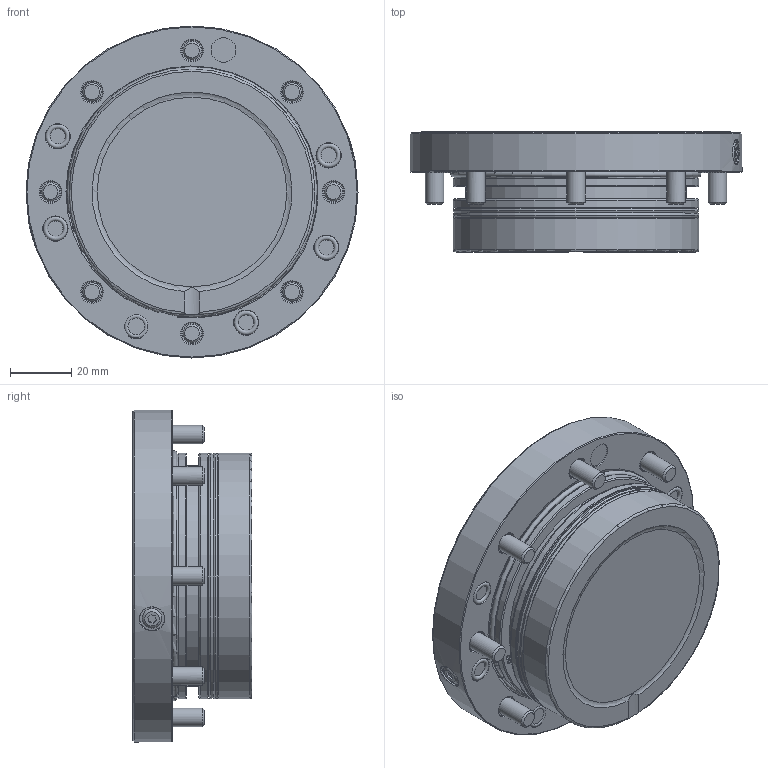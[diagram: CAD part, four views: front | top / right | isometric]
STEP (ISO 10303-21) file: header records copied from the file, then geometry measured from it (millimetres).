
FILE_DESCRIPTION (( 'STEP AP214' ), '1' );
FILE_NAME ('STARK_804 526_A.STEP', '2022-10-24T07:15:12', ( '' ), ( '' ), 'SwSTEP 2.0', 'SolidWorks 2021', '' );
FILE_SCHEMA (( 'AUTOMOTIVE_DESIGN' ));
Length unit declared in the file: millimetre
Products named in the file (1): STARK_804 526_A
Bounding box: 108 x 39 x 108 mm (x, y, z)
Volume: 234095.2 mm3; surface area: 36636.8 mm2
Topology: 1 solids, 13 shells, 430 faces, 974 edges, 646 vertices
Faces by surface type: plane 173, cylinder 156, cone 54, torus 37, sphere 10
Full cylindrical faces by diameter (mm): 1 x1, 1.5 x4, 1.697 x2, 4 x8, 4.8 x10, 5.75 x2, 6 x8, 6.8 x8, 7.007 x4, 8 x8, 11.5 x8, 16.4 x2, 17.2 x1, 18.264 x1, 21 x1, 31.95 x1, 32 x2, 32.908 x1, 71.748 x1, 73 x1, 78.525 x2, 79.95 x2, 80 x1, 108 x1
Entity records: 17658 total; most frequent: CARTESIAN_POINT 6346, DIRECTION 1816, ORIENTED_EDGE 1378, AXIS2_PLACEMENT_3D 786, EDGE_LOOP 691, EDGE_CURVE 689, FACE_OUTER_BOUND 544, VERTEX_POINT 538
